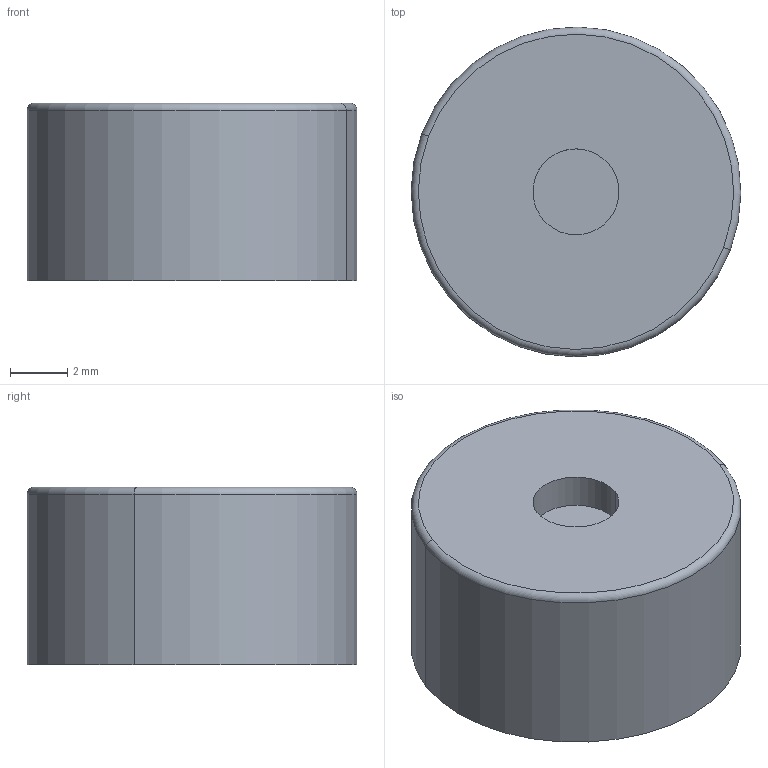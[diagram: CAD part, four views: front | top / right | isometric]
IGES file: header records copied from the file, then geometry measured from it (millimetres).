
Global section: file name: No Iges File Name specified; native system: Autodesk Inventor 2011; preprocessor: AutoDesk Inventor Iges Exporter R2011; author: Dunn; date: 20120110.161857; units: millimetre
Bounding box: 11.5 x 11.5 x 6.2 mm (x, y, z)
Volume: 484.5 mm3; surface area: 1030.5 mm2
Topology: 2 solids, 3 shells, 91 faces, 197 edges, 126 vertices
Faces by surface type: revolution 26, plane 26, bspline 19, cylinder 12, torus 8
